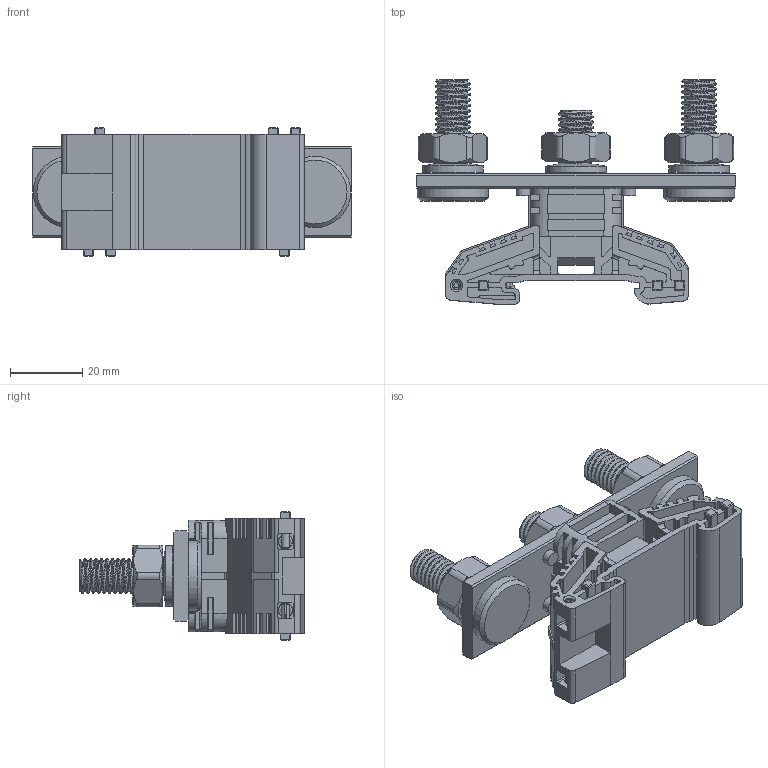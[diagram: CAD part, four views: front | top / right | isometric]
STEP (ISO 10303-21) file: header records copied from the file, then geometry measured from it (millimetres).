
FILE_DESCRIPTION(/* description */ (''),/* implementation_level */ '2;1');
FILE_NAME(/* name */ '17007_HSK120_M10_B_B_iso.stp',/* time_stamp */ '2011-08-08T09:27:03+02:00',/* author */ (''),/* organization */ (''),/* preprocessor_version */ 'ST-DEVELOPER v11',/* originating_system */ 'SIEMENS UGS NX 6.0',/* authorisation */ '');
FILE_SCHEMA (('CONFIG_CONTROL_DESIGN'));
Length unit declared in the file: millimetre
Products named in the file (9): m10x22_ero; m10x30_bolzen; u10_spannscheibe; feder; fst_2x8; mutter.m10; hsk_120_m10_iso; sts_120_m10; 17007_HSK120_M10_B_B_iso
Assembly tree (15 placements, depth 3):
  17007_HSK120_M10_B_B_iso
    mutter.m10
    fst_2x8  x2
    feder  x2
    u10_spannscheibe
    sts_120_m10
      m10x30_bolzen  x2
      mutter.m10  x2
      u10_spannscheibe  x2
    hsk_120_m10_iso
      m10x22_ero
Bounding box: 88 x 62 x 35.6 mm (x, y, z)
Volume: 46411.1 mm3; surface area: 37110.1 mm2
Topology: 15 solids, 15 shells, 1360 faces, 3869 edges, 2548 vertices
Faces by surface type: plane 782, cylinder 499, cone 59, bspline 14, torus 6
Full cylindrical faces by diameter (mm): 2.4 x2, 4 x8, 9.838 x42, 10 x2, 10.5 x3, 10.6 x3, 15 x1, 16.8 x3, 19.65 x2
Entity records: 46661 total; most frequent: CARTESIAN_POINT 15498, ORIENTED_EDGE 6390, DIRECTION 6212, EDGE_CURVE 3195, LINE 2190, VECTOR 2190, VERTEX_POINT 2125, AXIS2_PLACEMENT_3D 2011
